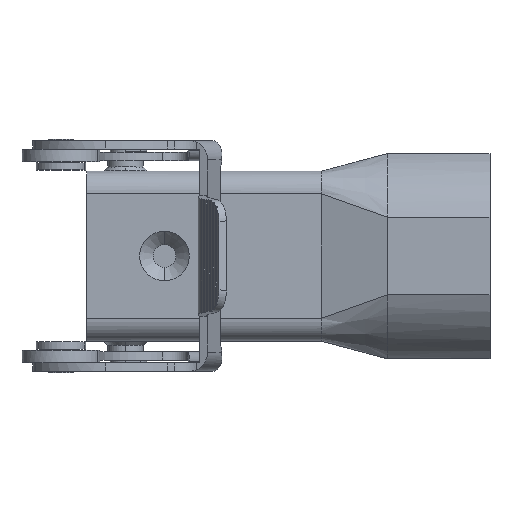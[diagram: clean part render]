
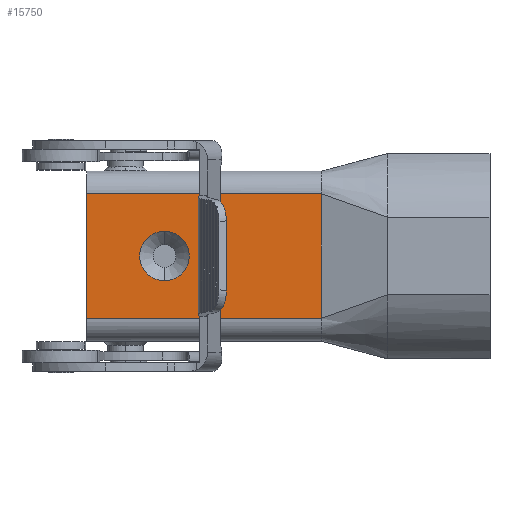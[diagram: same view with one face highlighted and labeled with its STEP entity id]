
A CAD part, top view. The second image highlights one B-rep face of the part: STEP entity #15750.
In plain terms, the highlighted face is planar.
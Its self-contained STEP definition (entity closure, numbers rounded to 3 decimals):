
#15210=CARTESIAN_POINT('',(30.466,52.359,44.));
#15220=DIRECTION('',(-0.,-1.,-0.));
#15230=DIRECTION('',(-1.,0.,0.));
#15240=AXIS2_PLACEMENT_3D('',#15210,#15220,#15230);
#15250=PLANE('',#15240);
#15260=CARTESIAN_POINT('',(42.466,52.359,11.));
#15270=DIRECTION('',(0.,-1.,0.));
#15280=DIRECTION('',(1.,0.,0.));
#15290=AXIS2_PLACEMENT_3D('',#15260,#15270,#15280);
#15300=CIRCLE('',#15290,3.5);
#15310=CARTESIAN_POINT('',(38.966,52.359,11.));
#15320=VERTEX_POINT('',#15310);
#15330=CARTESIAN_POINT('',(45.966,52.359,11.));
#15340=VERTEX_POINT('',#15330);
#15350=EDGE_CURVE('',#15320,#15340,#15300,.T.);
#15360=ORIENTED_EDGE('',*,*,#15350,.T.);
#15370=EDGE_CURVE('',#15340,#15320,#15300,.T.);
#15380=ORIENTED_EDGE('',*,*,#15370,.T.);
#15390=EDGE_LOOP('',(#15380,#15360));
#15400=FACE_BOUND('',#15390,.T.);
#15410=CARTESIAN_POINT('',(0.,52.359,0.));
#15420=DIRECTION('',(-1.,0.,0.));
#15430=VECTOR('',#15420,1.);
#15440=LINE('',#15410,#15430);
#15450=CARTESIAN_POINT('',(51.266,52.359,0.));
#15460=VERTEX_POINT('',#15450);
#15470=CARTESIAN_POINT('',(33.666,52.359,0.));
#15480=VERTEX_POINT('',#15470);
#15490=EDGE_CURVE('',#15460,#15480,#15440,.T.);
#15500=ORIENTED_EDGE('',*,*,#15490,.T.);
#15510=CARTESIAN_POINT('',(51.266,52.359,0.));
#15520=DIRECTION('',(0.,0.,1.));
#15530=VECTOR('',#15520,1.);
#15540=LINE('',#15510,#15530);
#15550=CARTESIAN_POINT('',(51.266,52.359,33.17));
#15560=VERTEX_POINT('',#15550);
#15570=EDGE_CURVE('',#15460,#15560,#15540,.T.);
#15580=ORIENTED_EDGE('',*,*,#15570,.F.);
#15590=CARTESIAN_POINT('',(-42.454,52.359,33.17));
#15600=DIRECTION('',(-1.,0.,0.));
#15610=VECTOR('',#15600,1.);
#15620=LINE('',#15590,#15610);
#15630=CARTESIAN_POINT('',(33.666,52.359,33.17));
#15640=VERTEX_POINT('',#15630);
#15650=EDGE_CURVE('',#15560,#15640,#15620,.T.);
#15660=ORIENTED_EDGE('',*,*,#15650,.F.);
#15670=CARTESIAN_POINT('',(33.666,52.359,14.));
#15680=DIRECTION('',(0.,0.,1.));
#15690=VECTOR('',#15680,1.);
#15700=LINE('',#15670,#15690);
#15710=EDGE_CURVE('',#15480,#15640,#15700,.T.);
#15720=ORIENTED_EDGE('',*,*,#15710,.T.);
#15730=EDGE_LOOP('',(#15720,#15660,#15580,#15500));
#15740=FACE_OUTER_BOUND('',#15730,.T.);
#15750=ADVANCED_FACE('',(#15400,#15740),#15250,.F.);
